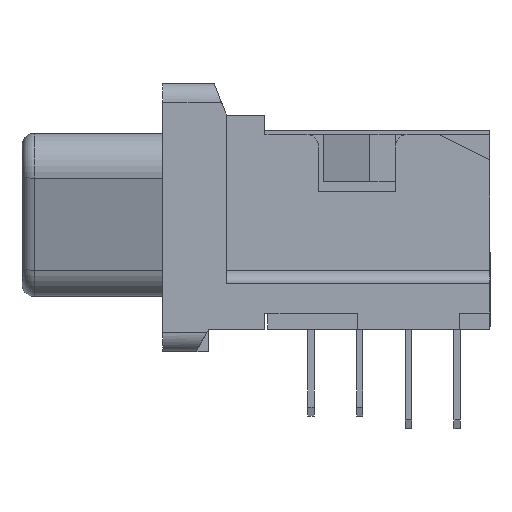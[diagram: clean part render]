
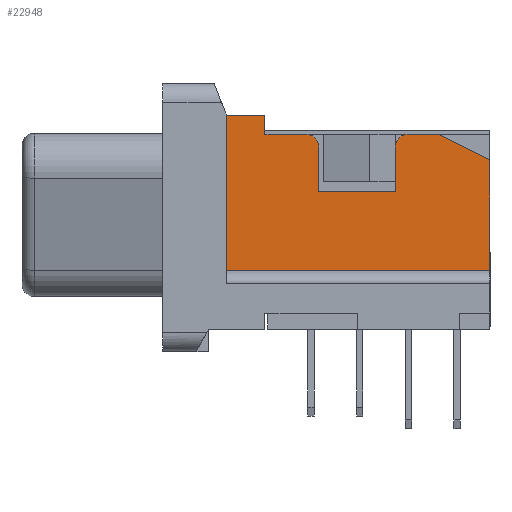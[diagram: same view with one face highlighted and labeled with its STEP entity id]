
A CAD part, left-side view. The second image highlights one B-rep face of the part: STEP entity #22948.
In plain terms, the highlighted planar face has unit normal (-1, 0, 0).
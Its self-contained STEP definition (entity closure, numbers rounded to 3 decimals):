
#408=PLANE('',#24220);
#1449=FACE_OUTER_BOUND('',#2700,.T.);
#2700=EDGE_LOOP('',(#17220,#17221,#17222,#17223,#17224,#17225,#17226,#17227,
#17228,#17229,#17230,#17231,#17232));
#4313=LINE('',#32725,#7364);
#4517=LINE('',#33475,#7568);
#4630=LINE('',#33734,#7681);
#4631=LINE('',#33735,#7682);
#4632=LINE('',#33736,#7683);
#4633=LINE('',#33738,#7684);
#4634=LINE('',#33742,#7685);
#4635=LINE('',#33744,#7686);
#4636=LINE('',#33746,#7687);
#4637=LINE('',#33748,#7688);
#4638=LINE('',#33749,#7689);
#7364=VECTOR('',#26189,1.);
#7568=VECTOR('',#26611,1.);
#7681=VECTOR('',#26852,1.);
#7682=VECTOR('',#26853,1.);
#7683=VECTOR('',#26854,1.);
#7684=VECTOR('',#26855,1.);
#7685=VECTOR('',#26858,1.);
#7686=VECTOR('',#26859,1.);
#7687=VECTOR('',#26860,1.);
#7688=VECTOR('',#26861,1.);
#7689=VECTOR('',#26862,1.);
#9964=CIRCLE('',#24210,0.5);
#9967=CIRCLE('',#24221,0.5);
#10708=VERTEX_POINT('',#32722);
#10709=VERTEX_POINT('',#32724);
#10860=VERTEX_POINT('',#33469);
#10861=VERTEX_POINT('',#33473);
#10933=VERTEX_POINT('',#33696);
#10934=VERTEX_POINT('',#33699);
#10943=VERTEX_POINT('',#33733);
#10944=VERTEX_POINT('',#33737);
#10945=VERTEX_POINT('',#33739);
#10946=VERTEX_POINT('',#33741);
#10947=VERTEX_POINT('',#33743);
#10948=VERTEX_POINT('',#33745);
#10949=VERTEX_POINT('',#33747);
#13018=EDGE_CURVE('',#10709,#10708,#4313,.T.);
#13258=EDGE_CURVE('',#10860,#10861,#4517,.T.);
#13372=EDGE_CURVE('',#10934,#10933,#9964,.T.);
#13388=EDGE_CURVE('',#10708,#10943,#4630,.T.);
#13389=EDGE_CURVE('',#10943,#10933,#4631,.T.);
#13390=EDGE_CURVE('',#10934,#10860,#4632,.T.);
#13391=EDGE_CURVE('',#10861,#10944,#4633,.T.);
#13392=EDGE_CURVE('',#10945,#10944,#9967,.T.);
#13393=EDGE_CURVE('',#10945,#10946,#4634,.T.);
#13394=EDGE_CURVE('',#10947,#10946,#4635,.T.);
#13395=EDGE_CURVE('',#10947,#10948,#4636,.T.);
#13396=EDGE_CURVE('',#10948,#10949,#4637,.T.);
#13397=EDGE_CURVE('',#10709,#10949,#4638,.T.);
#17220=ORIENTED_EDGE('',*,*,#13018,.T.);
#17221=ORIENTED_EDGE('',*,*,#13388,.T.);
#17222=ORIENTED_EDGE('',*,*,#13389,.T.);
#17223=ORIENTED_EDGE('',*,*,#13372,.F.);
#17224=ORIENTED_EDGE('',*,*,#13390,.T.);
#17225=ORIENTED_EDGE('',*,*,#13258,.T.);
#17226=ORIENTED_EDGE('',*,*,#13391,.T.);
#17227=ORIENTED_EDGE('',*,*,#13392,.F.);
#17228=ORIENTED_EDGE('',*,*,#13393,.T.);
#17229=ORIENTED_EDGE('',*,*,#13394,.F.);
#17230=ORIENTED_EDGE('',*,*,#13395,.T.);
#17231=ORIENTED_EDGE('',*,*,#13396,.T.);
#17232=ORIENTED_EDGE('',*,*,#13397,.F.);
#22948=ADVANCED_FACE('',(#1449),#408,.T.);
#24210=AXIS2_PLACEMENT_3D('',#33701,#26817,#26818);
#24220=AXIS2_PLACEMENT_3D('',#33732,#26850,#26851);
#24221=AXIS2_PLACEMENT_3D('',#33740,#26856,#26857);
#26189=DIRECTION('',(0.,0.,1.));
#26611=DIRECTION('',(0.,1.,0.));
#26817=DIRECTION('center_axis',(1.,0.,0.));
#26818=DIRECTION('ref_axis',(0.,0.,1.));
#26850=DIRECTION('center_axis',(-1.,0.,0.));
#26851=DIRECTION('ref_axis',(0.,0.,1.));
#26852=DIRECTION('',(0.,0.894,0.447));
#26853=DIRECTION('',(0.,1.,0.));
#26854=DIRECTION('',(0.,0.,-1.));
#26855=DIRECTION('',(0.,0.,1.));
#26856=DIRECTION('center_axis',(1.,0.,0.));
#26857=DIRECTION('ref_axis',(0.,0.,1.));
#26858=DIRECTION('',(0.,1.,0.));
#26859=DIRECTION('',(0.,0.,-1.));
#26860=DIRECTION('',(0.,1.,0.));
#26861=DIRECTION('',(0.,0.,-1.));
#26862=DIRECTION('',(0.,1.,0.));
#32722=CARTESIAN_POINT('',(-26.19,-8.9,7.5));
#32724=CARTESIAN_POINT('',(-26.19,-8.9,3.18));
#32725=CARTESIAN_POINT('',(-26.19,-8.9,1.671));
#33469=CARTESIAN_POINT('',(-26.19,-5.2,6.25));
#33473=CARTESIAN_POINT('',(-26.19,-2.2,6.25));
#33475=CARTESIAN_POINT('',(-26.19,17.6,6.25));
#33696=CARTESIAN_POINT('',(-26.19,-5.7,8.5));
#33699=CARTESIAN_POINT('',(-26.19,-5.2,8.));
#33701=CARTESIAN_POINT('Origin',(-26.19,-5.7,8.));
#33732=CARTESIAN_POINT('Origin',(-26.19,-9.158,3.028));
#33733=CARTESIAN_POINT('',(-26.19,-6.9,8.5));
#33734=CARTESIAN_POINT('',(-26.19,17.6,20.75));
#33735=CARTESIAN_POINT('',(-26.19,17.6,8.5));
#33736=CARTESIAN_POINT('',(-26.19,-5.2,1.671));
#33737=CARTESIAN_POINT('',(-26.19,-2.2,8.));
#33738=CARTESIAN_POINT('',(-26.19,-2.2,1.671));
#33739=CARTESIAN_POINT('',(-26.19,-1.7,8.5));
#33740=CARTESIAN_POINT('Origin',(-26.19,-1.7,8.));
#33741=CARTESIAN_POINT('',(-26.19,-0.1,8.5));
#33742=CARTESIAN_POINT('',(-26.19,17.6,8.5));
#33743=CARTESIAN_POINT('',(-26.19,-0.1,9.25));
#33744=CARTESIAN_POINT('',(-26.19,-0.1,1.671));
#33745=CARTESIAN_POINT('',(-26.19,1.4,9.25));
#33746=CARTESIAN_POINT('',(-26.19,17.6,9.25));
#33747=CARTESIAN_POINT('',(-26.19,1.4,3.18));
#33748=CARTESIAN_POINT('',(-26.19,1.4,1.671));
#33749=CARTESIAN_POINT('',(-26.19,-8.9,3.18));
